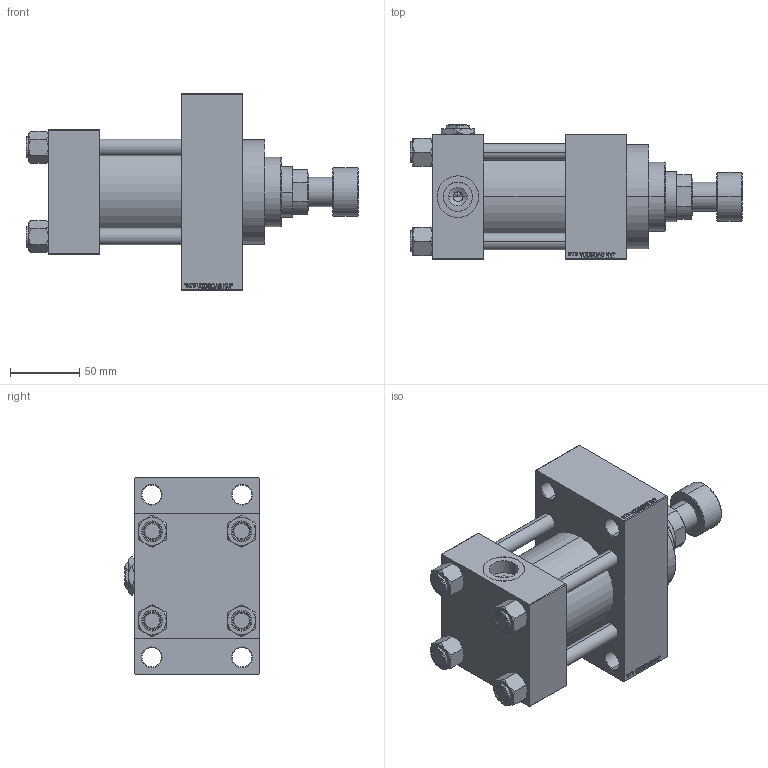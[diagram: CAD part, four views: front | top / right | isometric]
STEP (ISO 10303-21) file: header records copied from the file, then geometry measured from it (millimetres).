
FILE_DESCRIPTION (( 'STEP AP203' ), '1' );
FILE_NAME ('27c3.STEP', '2024-02-01T09:00:55', ( '' ), ( '' ), 'SwSTEP 2.0', 'SolidWorks 2019', '' );
FILE_SCHEMA (( 'CONFIG_CONTROL_DESIGN' ));
Length unit declared in the file: millimetre
Products named in the file (8): V215CD_D_TYCINKA c8f7982191bca3c717d1302294ae9268; V215CD_D_Body c8f7982191bca3c717d1302294ae9268; Zatka_pro_OIL_PORT c8f7982191bca3c717d1302294ae9268; 27c3; V215CD_VCP_D c8f7982191bca3c717d1302294ae9268; V215CD_VC_A c8f7982191bca3c717d1302294ae9268; V215CR_ROD_END_F c8f7982191bca3c717d1302294ae9268; V215CD_NUT_M5_D c8f7982191bca3c717d1302294ae9268
Assembly tree (13 placements, depth 2):
  27c3
    V215CD_D_Body c8f7982191bca3c717d1302294ae9268
    V215CD_VC_A c8f7982191bca3c717d1302294ae9268
    V215CD_VCP_D c8f7982191bca3c717d1302294ae9268
    V215CD_D_TYCINKA c8f7982191bca3c717d1302294ae9268  x4
    V215CD_NUT_M5_D c8f7982191bca3c717d1302294ae9268  x4
    V215CR_ROD_END_F c8f7982191bca3c717d1302294ae9268
    Zatka_pro_OIL_PORT c8f7982191bca3c717d1302294ae9268
Bounding box: 239 x 97 x 142 mm (x, y, z)
Volume: 1132773.1 mm3; surface area: 214122.8 mm2
Topology: 13 solids, 13 shells, 1170 faces, 2898 edges, 1870 vertices
Faces by surface type: plane 525, bspline 368, cone 166, cylinder 99, torus 12
Entity records: 49432 total; most frequent: CARTESIAN_POINT 25653, ORIENTED_EDGE 5288, DIRECTION 3486, EDGE_CURVE 2644, VERTEX_POINT 1726, LINE 1552, VECTOR 1552, EDGE_LOOP 1188
